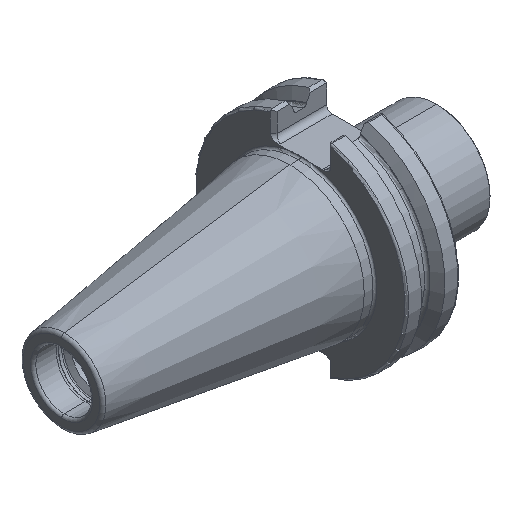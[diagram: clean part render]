
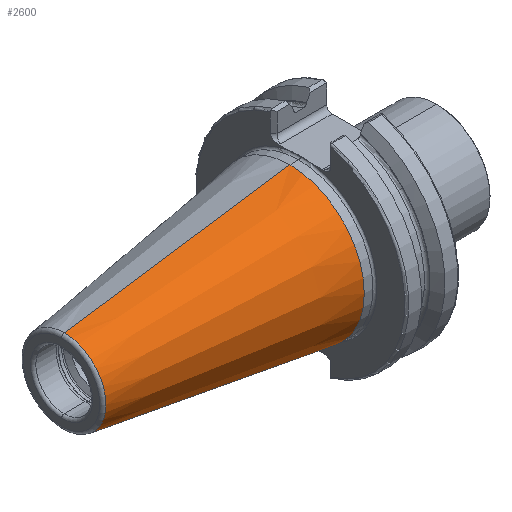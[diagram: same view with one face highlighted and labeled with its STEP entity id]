
A CAD part, isometric view. The second image highlights one B-rep face of the part: STEP entity #2600.
In plain terms, the highlighted conical face has half-angle 8.297 degrees and reference radius 22.225 mm.
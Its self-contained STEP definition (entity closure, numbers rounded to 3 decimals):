
#25 = CARTESIAN_POINT ( 'NONE',  ( 0., 0., -22.225 ) ) ;
#127 = AXIS2_PLACEMENT_3D ( 'NONE', #375, #332, #1398 ) ;
#332 = DIRECTION ( 'NONE',  ( 1., 0., 0. ) ) ;
#375 = CARTESIAN_POINT ( 'NONE',  ( 0., 0., 0. ) ) ;
#413 = LINE ( 'NONE', #4597, #1344 ) ;
#511 = ORIENTED_EDGE ( 'NONE', *, *, #4584, .T. ) ;
#770 = DIRECTION ( 'NONE',  ( 0., 0., 1. ) ) ;
#781 = EDGE_CURVE ( 'NONE', #2220, #2893, #1746, .T. ) ;
#793 = DIRECTION ( 'NONE',  ( -1., 0., 0. ) ) ;
#810 = CARTESIAN_POINT ( 'NONE',  ( -67.394, 0., 0. ) ) ;
#847 = LINE ( 'NONE', #25, #3066 ) ;
#867 = DIRECTION ( 'NONE',  ( 0., 0., 1. ) ) ;
#881 = EDGE_CURVE ( 'NONE', #2893, #5091, #413, .T. ) ;
#885 = DIRECTION ( 'NONE',  ( -1., 0., 0. ) ) ;
#1253 = EDGE_LOOP ( 'NONE', ( #5390, #5246, #511, #4972 ) ) ;
#1344 = VECTOR ( 'NONE', #4150, 1000. ) ;
#1398 = DIRECTION ( 'NONE',  ( 0., 0., -1. ) ) ;
#1451 = CARTESIAN_POINT ( 'NONE',  ( 0., 0., 0. ) ) ;
#1733 = CONICAL_SURFACE ( 'NONE', #127, 22.225, 0.145 ) ;
#1746 = CIRCLE ( 'NONE', #3827, 12.397 ) ;
#1856 = VERTEX_POINT ( 'NONE', #3637 ) ;
#2220 = VERTEX_POINT ( 'NONE', #4606 ) ;
#2463 = CIRCLE ( 'NONE', #5404, 22.225 ) ;
#2600 = ADVANCED_FACE ( 'NONE', ( #4214 ), #1733, .T. ) ;
#2849 = EDGE_CURVE ( 'NONE', #1856, #5091, #2463, .T. ) ;
#2893 = VERTEX_POINT ( 'NONE', #5665 ) ;
#3066 = VECTOR ( 'NONE', #3811, 1000. ) ;
#3315 = CARTESIAN_POINT ( 'NONE',  ( 0., 0., 22.225 ) ) ;
#3637 = CARTESIAN_POINT ( 'NONE',  ( 0., 0., -22.225 ) ) ;
#3811 = DIRECTION ( 'NONE',  ( 0.99, 0., -0.144 ) ) ;
#3827 = AXIS2_PLACEMENT_3D ( 'NONE', #810, #793, #770 ) ;
#4150 = DIRECTION ( 'NONE',  ( 0.99, 0., 0.144 ) ) ;
#4214 = FACE_OUTER_BOUND ( 'NONE', #1253, .T. ) ;
#4584 = EDGE_CURVE ( 'NONE', #2220, #1856, #847, .T. ) ;
#4597 = CARTESIAN_POINT ( 'NONE',  ( 0., 0., 22.225 ) ) ;
#4606 = CARTESIAN_POINT ( 'NONE',  ( -67.394, 0., -12.397 ) ) ;
#4972 = ORIENTED_EDGE ( 'NONE', *, *, #2849, .T. ) ;
#5091 = VERTEX_POINT ( 'NONE', #3315 ) ;
#5246 = ORIENTED_EDGE ( 'NONE', *, *, #781, .F. ) ;
#5390 = ORIENTED_EDGE ( 'NONE', *, *, #881, .F. ) ;
#5404 = AXIS2_PLACEMENT_3D ( 'NONE', #1451, #885, #867 ) ;
#5665 = CARTESIAN_POINT ( 'NONE',  ( -67.394, 0., 12.397 ) ) ;
